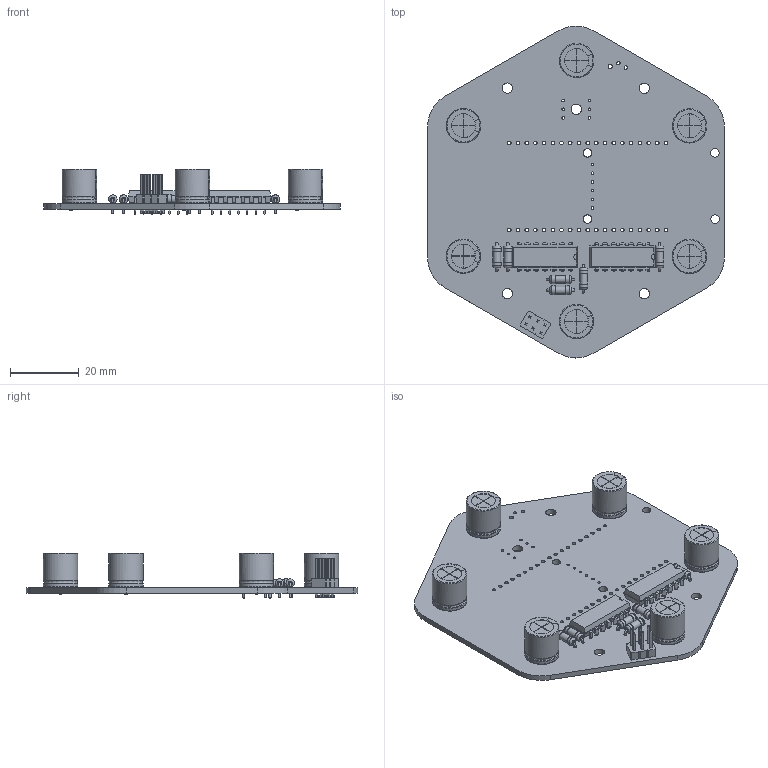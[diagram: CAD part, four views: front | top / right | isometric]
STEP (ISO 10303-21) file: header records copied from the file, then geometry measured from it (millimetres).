
FILE_DESCRIPTION(('KiCad electronic assembly'),'2;1');
FILE_NAME('dodeca-blink.step','2021-04-08T22:52:17',('An Author'),( 'A Company'),'Open CASCADE STEP processor 7.5', 'KiCad to STEP converter','Unknown');
FILE_SCHEMA(('AUTOMOTIVE_DESIGN { 1 0 10303 214 1 1 1 1 }'));
Length unit declared in the file: millimetre
Products named in the file (10): Open CASCADE STEP translator 7.5 1; CP_Radial_D10.0mm_P5.00mm; SOLID; R_Axial_DIN0207_L6.3mm_D2.5mm_P7.62mm_Horizontal; DIP-14_W7.62mm; PinHeader_2x03_P2.54mm_Vertical; COMPOUND
Assembly tree (20 placements, depth 3):
  Open CASCADE STEP translator 7.5 1
    CP_Radial_D10.0mm_P5.00mm  x6
      SOLID
    R_Axial_DIN0207_L6.3mm_D2.5mm_P7.62mm_Horizontal  x6
      SOLID
    DIP-14_W7.62mm  x2
      SOLID
    PinHeader_2x03_P2.54mm_Vertical
      SOLID
    COMPOUND
Bounding box: 86.6 x 96.91 x 13.3 mm (x, y, z)
Volume: 15804.9 mm3; surface area: 18989.7 mm2
Topology: 16 solids, 22 shells, 1142 faces, 2904 edges, 1860 vertices
Faces by surface type: plane 702, cylinder 298, bspline 82, torus 36, revolution 24
Full cylindrical faces by diameter (mm): 0.6 x12, 0.7 x12, 0.762 x12, 0.8 x40, 1 x20, 1.04 x38, 1.2 x1, 2.25 x6, 2.5 x16, 3 x5
Entity records: 45267 total; most frequent: CARTESIAN_POINT 11488, DIRECTION 5606, LINE 3662, VECTOR 3662, ORIENTED_EDGE 3032, PCURVE 3032, DEFINITIONAL_REPRESENTATION 3032, EDGE_CURVE 1516
